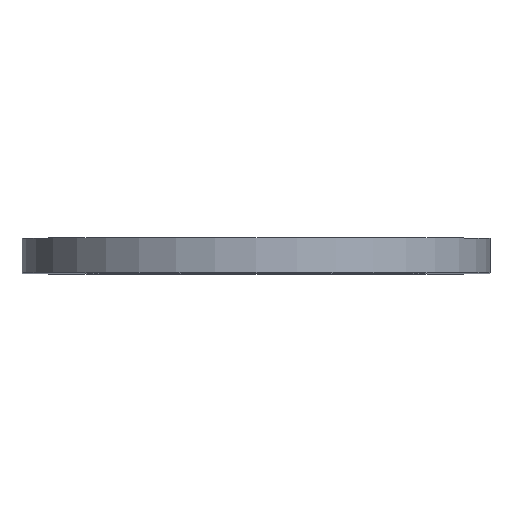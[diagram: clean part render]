
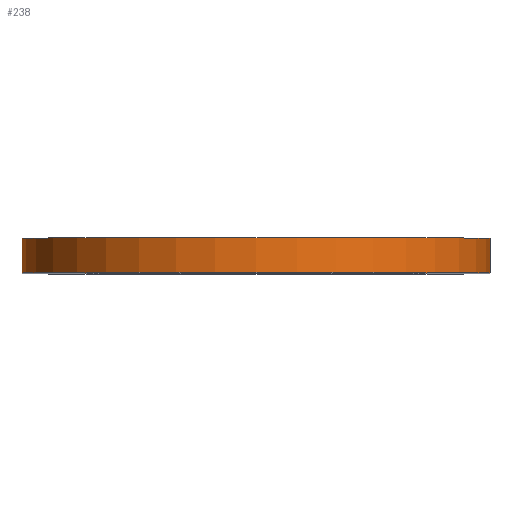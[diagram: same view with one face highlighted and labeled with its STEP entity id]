
A CAD part, top view. The second image highlights one B-rep face of the part: STEP entity #238.
In plain terms, the highlighted cylindrical face has radius 13.5 mm (diameter 27 mm), a partial arc.
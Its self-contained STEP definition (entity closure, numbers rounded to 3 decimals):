
#3 = DIRECTION ( 'NONE',  ( 0., -1., 0. ) ) ;
#16 = CARTESIAN_POINT ( 'NONE',  ( -13.5, 2., 16. ) ) ;
#22 = ORIENTED_EDGE ( 'NONE', *, *, #1110, .T. ) ;
#75 = CARTESIAN_POINT ( 'NONE',  ( 13.5, 0., 16. ) ) ;
#159 = EDGE_LOOP ( 'NONE', ( #513, #1192, #971, #22 ) ) ;
#203 = CARTESIAN_POINT ( 'NONE',  ( 13.5, 2., 16. ) ) ;
#238 = ADVANCED_FACE ( 'NONE', ( #1139 ), #1020, .T. ) ;
#382 = EDGE_CURVE ( 'NONE', #836, #1159, #635, .T. ) ;
#415 = CARTESIAN_POINT ( 'NONE',  ( 0., 2., 16. ) ) ;
#419 = DIRECTION ( 'NONE',  ( 0., 1., 0. ) ) ;
#422 = DIRECTION ( 'NONE',  ( 0., 0., 1. ) ) ;
#465 = VERTEX_POINT ( 'NONE', #203 ) ;
#473 = CARTESIAN_POINT ( 'NONE',  ( -13.5, 2., 16. ) ) ;
#513 = ORIENTED_EDGE ( 'NONE', *, *, #382, .T. ) ;
#532 = CIRCLE ( 'NONE', #1238, 13.5 ) ;
#634 = DIRECTION ( 'NONE',  ( 0., -1., 0. ) ) ;
#635 = CIRCLE ( 'NONE', #1411, 13.5 ) ;
#722 = CARTESIAN_POINT ( 'NONE',  ( 13.5, 2., 16. ) ) ;
#727 = LINE ( 'NONE', #722, #1027 ) ;
#781 = CARTESIAN_POINT ( 'NONE',  ( -13.5, 0., 16. ) ) ;
#836 = VERTEX_POINT ( 'NONE', #781 ) ;
#881 = DIRECTION ( 'NONE',  ( 0., 0., 1. ) ) ;
#882 = DIRECTION ( 'NONE',  ( 0., 1., 0. ) ) ;
#883 = CARTESIAN_POINT ( 'NONE',  ( 0., 0., 16. ) ) ;
#971 = ORIENTED_EDGE ( 'NONE', *, *, #1368, .F. ) ;
#989 = VERTEX_POINT ( 'NONE', #473 ) ;
#1020 = CYLINDRICAL_SURFACE ( 'NONE', #1458, 13.5 ) ;
#1026 = EDGE_CURVE ( 'NONE', #465, #1159, #727, .T. ) ;
#1027 = VECTOR ( 'NONE', #634, 1000. ) ;
#1091 = DIRECTION ( 'NONE',  ( 0., -1., 0. ) ) ;
#1094 = CARTESIAN_POINT ( 'NONE',  ( 0., 2., 16. ) ) ;
#1096 = DIRECTION ( 'NONE',  ( 0., 0., -1. ) ) ;
#1110 = EDGE_CURVE ( 'NONE', #989, #836, #1433, .T. ) ;
#1139 = FACE_OUTER_BOUND ( 'NONE', #159, .T. ) ;
#1159 = VERTEX_POINT ( 'NONE', #75 ) ;
#1192 = ORIENTED_EDGE ( 'NONE', *, *, #1026, .F. ) ;
#1224 = VECTOR ( 'NONE', #3, 1000. ) ;
#1238 = AXIS2_PLACEMENT_3D ( 'NONE', #415, #419, #422 ) ;
#1368 = EDGE_CURVE ( 'NONE', #989, #465, #532, .T. ) ;
#1411 = AXIS2_PLACEMENT_3D ( 'NONE', #883, #882, #881 ) ;
#1433 = LINE ( 'NONE', #16, #1224 ) ;
#1458 = AXIS2_PLACEMENT_3D ( 'NONE', #1094, #1091, #1096 ) ;
